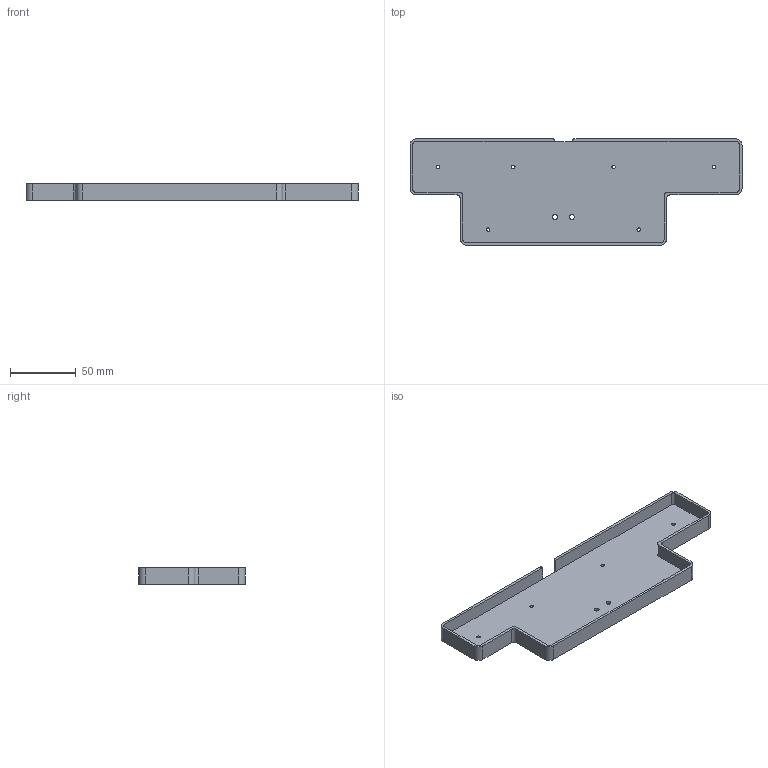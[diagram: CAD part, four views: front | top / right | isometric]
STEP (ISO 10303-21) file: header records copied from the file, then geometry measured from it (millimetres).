
FILE_DESCRIPTION(('FreeCAD Model'),'2;1');
FILE_NAME('Open CASCADE Shape Model','2022-09-24T12:08:49',('Author'),( ''),'Open CASCADE STEP processor 7.4','FreeCAD','Unknown');
FILE_SCHEMA(('AUTOMOTIVE_DESIGN { 1 0 10303 214 1 1 1 1 }'));
Length unit declared in the file: millimetre
Products named in the file (1): Pad001
Bounding box: 252.16 x 80.71 x 12.6 mm (x, y, z)
Volume: 46638.4 mm3; surface area: 48122 mm2
Topology: 1 solids, 1 shells, 56 faces, 154 edges, 100 vertices
Faces by surface type: plane 28, cylinder 28
Full cylindrical faces by diameter (mm): 2.6 x6, 3.7 x2
Entity records: 1844 total; most frequent: DIRECTION 324, CARTESIAN_POINT 311, ORIENTED_EDGE 308, EDGE_CURVE 154, AXIS2_PLACEMENT_3D 113, VERTEX_POINT 100, LINE 98, VECTOR 98
